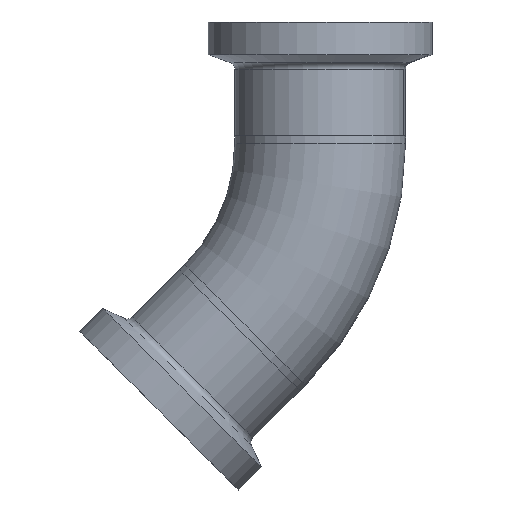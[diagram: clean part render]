
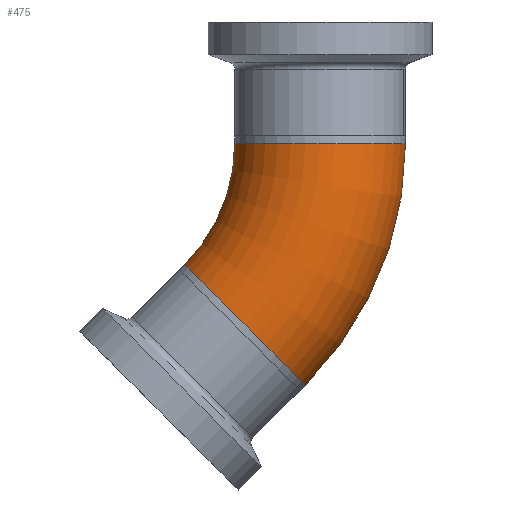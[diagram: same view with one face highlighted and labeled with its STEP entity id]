
A CAD part, front view. The second image highlights one B-rep face of the part: STEP entity #475.
In plain terms, the highlighted toroidal (fillet/blend) face has major radius 28.6 mm and minor radius 9.525 mm.
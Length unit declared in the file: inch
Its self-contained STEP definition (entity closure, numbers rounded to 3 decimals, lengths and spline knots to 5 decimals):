
#22 = ORIENTED_EDGE ( 'NONE', *, *, #494, .F. ) ;
#47 = DIRECTION ( 'NONE',  ( 0., 0., -1. ) ) ;
#61 = CARTESIAN_POINT ( 'NONE',  ( 1.50098, 0., 0. ) ) ;
#69 = DIRECTION ( 'NONE',  ( -0.707, 0., -0.707 ) ) ;
#116 = EDGE_CURVE ( 'NONE', #572, #741, #926, .T. ) ;
#194 = CIRCLE ( 'NONE', #912, 1.50098 ) ;
#198 = AXIS2_PLACEMENT_3D ( 'NONE', #1136, #451, #757 ) ;
#247 = DIRECTION ( 'NONE',  ( -0.707, 0., 0.707 ) ) ;
#308 = DIRECTION ( 'NONE',  ( 0., 0., 1. ) ) ;
#413 = ORIENTED_EDGE ( 'NONE', *, *, #116, .F. ) ;
#416 = AXIS2_PLACEMENT_3D ( 'NONE', #674, #308, #530 ) ;
#451 = DIRECTION ( 'NONE',  ( 0., -1., 0. ) ) ;
#475 = ADVANCED_FACE ( 'NONE', ( #782 ), #694, .T. ) ;
#494 = EDGE_CURVE ( 'NONE', #622, #572, #841, .T. ) ;
#530 = DIRECTION ( 'NONE',  ( 1., 0., 0. ) ) ;
#534 = AXIS2_PLACEMENT_3D ( 'NONE', #1066, #1051, #1150 ) ;
#539 = ORIENTED_EDGE ( 'NONE', *, *, #1093, .T. ) ;
#568 = CARTESIAN_POINT ( 'NONE',  ( 1.06136, 0., -1.06136 ) ) ;
#572 = VERTEX_POINT ( 'NONE', #1187 ) ;
#598 = CARTESIAN_POINT ( 'NONE',  ( 0., 0., 0. ) ) ;
#622 = VERTEX_POINT ( 'NONE', #568 ) ;
#644 = CIRCLE ( 'NONE', #416, 0.375 ) ;
#674 = CARTESIAN_POINT ( 'NONE',  ( 1.12598, 0., 0. ) ) ;
#692 = EDGE_CURVE ( 'NONE', #741, #1133, #644, .T. ) ;
#694 = TOROIDAL_SURFACE ( 'NONE', #534, 1.12598, 0.375 ) ;
#698 = CARTESIAN_POINT ( 'NONE',  ( 0.79619, 0., -0.79619 ) ) ;
#741 = VERTEX_POINT ( 'NONE', #1080 ) ;
#757 = DIRECTION ( 'NONE',  ( 0., 0., -1. ) ) ;
#782 = FACE_OUTER_BOUND ( 'NONE', #865, .T. ) ;
#822 = ORIENTED_EDGE ( 'NONE', *, *, #692, .F. ) ;
#841 = CIRCLE ( 'NONE', #880, 0.375 ) ;
#865 = EDGE_LOOP ( 'NONE', ( #22, #539, #822, #413 ) ) ;
#880 = AXIS2_PLACEMENT_3D ( 'NONE', #698, #69, #247 ) ;
#912 = AXIS2_PLACEMENT_3D ( 'NONE', #598, #1160, #47 ) ;
#926 = CIRCLE ( 'NONE', #198, 0.75098 ) ;
#1051 = DIRECTION ( 'NONE',  ( 0., -1., 0. ) ) ;
#1066 = CARTESIAN_POINT ( 'NONE',  ( 0., 0., 0. ) ) ;
#1080 = CARTESIAN_POINT ( 'NONE',  ( 0.75098, 0., 0. ) ) ;
#1093 = EDGE_CURVE ( 'NONE', #622, #1133, #194, .T. ) ;
#1133 = VERTEX_POINT ( 'NONE', #61 ) ;
#1136 = CARTESIAN_POINT ( 'NONE',  ( 0., 0., 0. ) ) ;
#1150 = DIRECTION ( 'NONE',  ( 0., 0., -1. ) ) ;
#1160 = DIRECTION ( 'NONE',  ( 0., -1., 0. ) ) ;
#1187 = CARTESIAN_POINT ( 'NONE',  ( 0.53103, 0., -0.53103 ) ) ;
